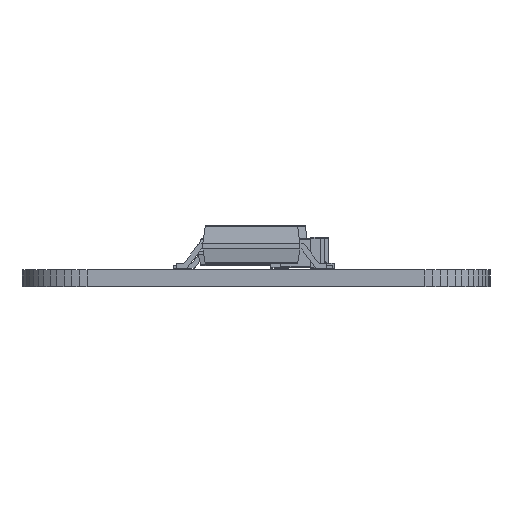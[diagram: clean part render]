
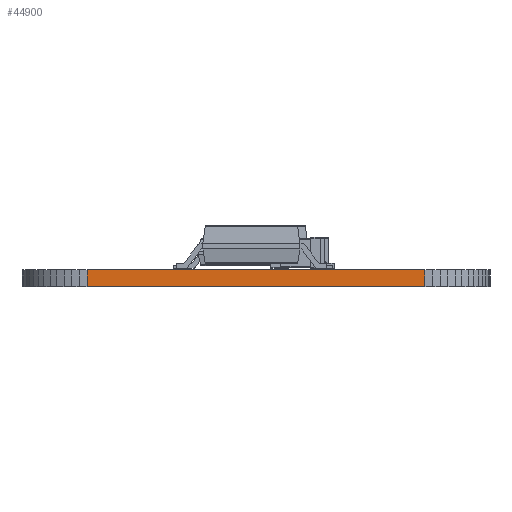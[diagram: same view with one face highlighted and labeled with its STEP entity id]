
A CAD part, front view. The second image highlights one B-rep face of the part: STEP entity #44900.
In plain terms, the highlighted planar face has unit normal (0, -1, 0).
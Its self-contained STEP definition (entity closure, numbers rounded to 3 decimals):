
#37189 = PLANE('',#37190);
#37190 = AXIS2_PLACEMENT_3D('',#37191,#37192,#37193);
#37191 = CARTESIAN_POINT('',(7.62,-23.95,0.68));
#37192 = DIRECTION('',(-0.,-0.,-1.));
#37193 = DIRECTION('',(-1.,0.,0.));
#37243 = PLANE('',#37244);
#37244 = AXIS2_PLACEMENT_3D('',#37245,#37246,#37247);
#37245 = CARTESIAN_POINT('',(7.62,-23.95,0.));
#37246 = DIRECTION('',(-0.,-0.,-1.));
#37247 = DIRECTION('',(-1.,0.,0.));
#38080 = VERTEX_POINT('',#38081);
#38081 = CARTESIAN_POINT('',(14.404,-50.874,0.));
#38095 = PLANE('',#38096);
#38096 = AXIS2_PLACEMENT_3D('',#38097,#38098,#38099);
#38097 = CARTESIAN_POINT('',(14.719,-50.855,0.));
#38098 = DIRECTION('',(0.06,-0.998,0.));
#38099 = DIRECTION('',(-0.998,-0.06,0.));
#38107 = EDGE_CURVE('',#38080,#38108,#38110,.T.);
#38108 = VERTEX_POINT('',#38109);
#38109 = CARTESIAN_POINT('',(0.836,-50.874,0.));
#38110 = SURFACE_CURVE('',#38111,(#38115,#38122),.PCURVE_S1.);
#38111 = LINE('',#38112,#38113);
#38112 = CARTESIAN_POINT('',(14.404,-50.874,0.));
#38113 = VECTOR('',#38114,1.);
#38114 = DIRECTION('',(-1.,0.,0.));
#38115 = PCURVE('',#37243,#38116);
#38116 = DEFINITIONAL_REPRESENTATION('',(#38117),#38121);
#38117 = LINE('',#38118,#38119);
#38118 = CARTESIAN_POINT('',(-6.784,-26.924));
#38119 = VECTOR('',#38120,1.);
#38120 = DIRECTION('',(1.,0.));
#38121 = ( GEOMETRIC_REPRESENTATION_CONTEXT(2) 
PARAMETRIC_REPRESENTATION_CONTEXT() REPRESENTATION_CONTEXT('2D SPACE',''
  ) );
#38122 = PCURVE('',#38123,#38128);
#38123 = PLANE('',#38124);
#38124 = AXIS2_PLACEMENT_3D('',#38125,#38126,#38127);
#38125 = CARTESIAN_POINT('',(14.404,-50.874,0.));
#38126 = DIRECTION('',(0.,-1.,0.));
#38127 = DIRECTION('',(-1.,0.,0.));
#38128 = DEFINITIONAL_REPRESENTATION('',(#38129),#38133);
#38129 = LINE('',#38130,#38131);
#38130 = CARTESIAN_POINT('',(0.,0.));
#38131 = VECTOR('',#38132,1.);
#38132 = DIRECTION('',(1.,0.));
#38133 = ( GEOMETRIC_REPRESENTATION_CONTEXT(2) 
PARAMETRIC_REPRESENTATION_CONTEXT() REPRESENTATION_CONTEXT('2D SPACE',''
  ) );
#38151 = PLANE('',#38152);
#38152 = AXIS2_PLACEMENT_3D('',#38153,#38154,#38155);
#38153 = CARTESIAN_POINT('',(0.836,-50.874,0.));
#38154 = DIRECTION('',(-0.06,-0.998,0.));
#38155 = DIRECTION('',(-0.998,0.06,0.));
#41291 = VERTEX_POINT('',#41292);
#41292 = CARTESIAN_POINT('',(14.404,-50.874,0.68));
#41313 = EDGE_CURVE('',#41291,#41314,#41316,.T.);
#41314 = VERTEX_POINT('',#41315);
#41315 = CARTESIAN_POINT('',(0.836,-50.874,0.68));
#41316 = SURFACE_CURVE('',#41317,(#41321,#41328),.PCURVE_S1.);
#41317 = LINE('',#41318,#41319);
#41318 = CARTESIAN_POINT('',(14.404,-50.874,0.68));
#41319 = VECTOR('',#41320,1.);
#41320 = DIRECTION('',(-1.,0.,0.));
#41321 = PCURVE('',#37189,#41322);
#41322 = DEFINITIONAL_REPRESENTATION('',(#41323),#41327);
#41323 = LINE('',#41324,#41325);
#41324 = CARTESIAN_POINT('',(-6.784,-26.924));
#41325 = VECTOR('',#41326,1.);
#41326 = DIRECTION('',(1.,0.));
#41327 = ( GEOMETRIC_REPRESENTATION_CONTEXT(2) 
PARAMETRIC_REPRESENTATION_CONTEXT() REPRESENTATION_CONTEXT('2D SPACE',''
  ) );
#41328 = PCURVE('',#38123,#41329);
#41329 = DEFINITIONAL_REPRESENTATION('',(#41330),#41334);
#41330 = LINE('',#41331,#41332);
#41331 = CARTESIAN_POINT('',(0.,-0.68));
#41332 = VECTOR('',#41333,1.);
#41333 = DIRECTION('',(1.,0.));
#41334 = ( GEOMETRIC_REPRESENTATION_CONTEXT(2) 
PARAMETRIC_REPRESENTATION_CONTEXT() REPRESENTATION_CONTEXT('2D SPACE',''
  ) );
#44852 = EDGE_CURVE('',#38080,#41291,#44853,.T.);
#44853 = SURFACE_CURVE('',#44854,(#44858,#44865),.PCURVE_S1.);
#44854 = LINE('',#44855,#44856);
#44855 = CARTESIAN_POINT('',(14.404,-50.874,0.));
#44856 = VECTOR('',#44857,1.);
#44857 = DIRECTION('',(0.,0.,1.));
#44858 = PCURVE('',#38095,#44859);
#44859 = DEFINITIONAL_REPRESENTATION('',(#44860),#44864);
#44860 = LINE('',#44861,#44862);
#44861 = CARTESIAN_POINT('',(0.316,0.));
#44862 = VECTOR('',#44863,1.);
#44863 = DIRECTION('',(0.,-1.));
#44864 = ( GEOMETRIC_REPRESENTATION_CONTEXT(2) 
PARAMETRIC_REPRESENTATION_CONTEXT() REPRESENTATION_CONTEXT('2D SPACE',''
  ) );
#44865 = PCURVE('',#38123,#44866);
#44866 = DEFINITIONAL_REPRESENTATION('',(#44867),#44871);
#44867 = LINE('',#44868,#44869);
#44868 = CARTESIAN_POINT('',(0.,0.));
#44869 = VECTOR('',#44870,1.);
#44870 = DIRECTION('',(0.,-1.));
#44871 = ( GEOMETRIC_REPRESENTATION_CONTEXT(2) 
PARAMETRIC_REPRESENTATION_CONTEXT() REPRESENTATION_CONTEXT('2D SPACE',''
  ) );
#44900 = ADVANCED_FACE('',(#44901),#38123,.T.);
#44901 = FACE_BOUND('',#44902,.T.);
#44902 = EDGE_LOOP('',(#44903,#44904,#44905,#44926));
#44903 = ORIENTED_EDGE('',*,*,#44852,.T.);
#44904 = ORIENTED_EDGE('',*,*,#41313,.T.);
#44905 = ORIENTED_EDGE('',*,*,#44906,.F.);
#44906 = EDGE_CURVE('',#38108,#41314,#44907,.T.);
#44907 = SURFACE_CURVE('',#44908,(#44912,#44919),.PCURVE_S1.);
#44908 = LINE('',#44909,#44910);
#44909 = CARTESIAN_POINT('',(0.836,-50.874,0.));
#44910 = VECTOR('',#44911,1.);
#44911 = DIRECTION('',(0.,0.,1.));
#44912 = PCURVE('',#38123,#44913);
#44913 = DEFINITIONAL_REPRESENTATION('',(#44914),#44918);
#44914 = LINE('',#44915,#44916);
#44915 = CARTESIAN_POINT('',(13.569,0.));
#44916 = VECTOR('',#44917,1.);
#44917 = DIRECTION('',(0.,-1.));
#44918 = ( GEOMETRIC_REPRESENTATION_CONTEXT(2) 
PARAMETRIC_REPRESENTATION_CONTEXT() REPRESENTATION_CONTEXT('2D SPACE',''
  ) );
#44919 = PCURVE('',#38151,#44920);
#44920 = DEFINITIONAL_REPRESENTATION('',(#44921),#44925);
#44921 = LINE('',#44922,#44923);
#44922 = CARTESIAN_POINT('',(0.,0.));
#44923 = VECTOR('',#44924,1.);
#44924 = DIRECTION('',(0.,-1.));
#44925 = ( GEOMETRIC_REPRESENTATION_CONTEXT(2) 
PARAMETRIC_REPRESENTATION_CONTEXT() REPRESENTATION_CONTEXT('2D SPACE',''
  ) );
#44926 = ORIENTED_EDGE('',*,*,#38107,.F.);
